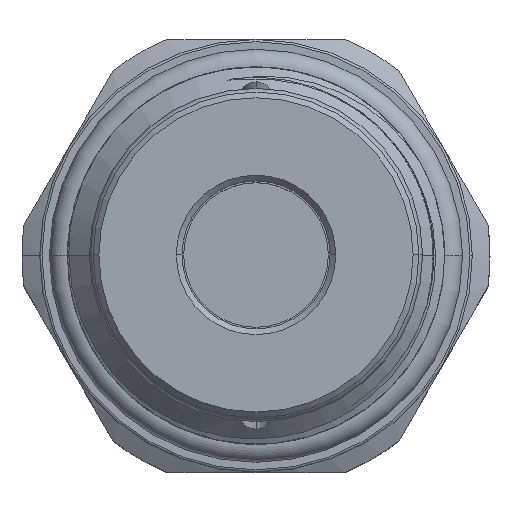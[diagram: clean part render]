
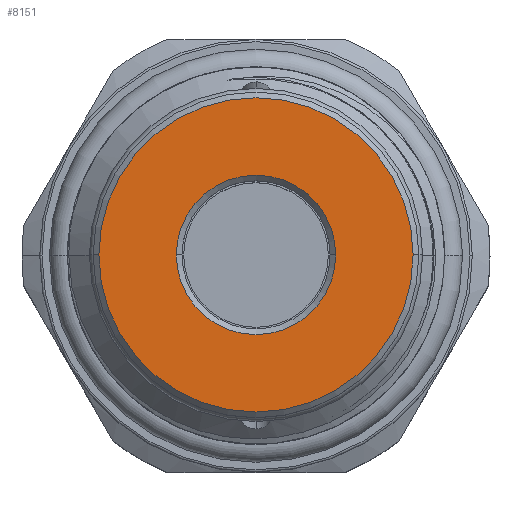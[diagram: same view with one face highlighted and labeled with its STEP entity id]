
A CAD part, top view. The second image highlights one B-rep face of the part: STEP entity #8151.
In plain terms, the highlighted planar face has unit normal (0, 0, 1).
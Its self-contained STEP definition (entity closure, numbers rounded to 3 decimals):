
#767 = FACE_BOUND ( 'NONE', #8629, .T. ) ;
#1294 = VERTEX_POINT ( 'NONE', #3031 ) ;
#2278 = ORIENTED_EDGE ( 'NONE', *, *, #3279, .T. ) ;
#2415 = EDGE_CURVE ( 'NONE', #11133, #13146, #2737, .T. ) ;
#2478 = DIRECTION ( 'NONE',  ( 0., 0., 1. ) ) ;
#2736 = DIRECTION ( 'NONE',  ( 1., 0., 0. ) ) ;
#2737 = CIRCLE ( 'NONE', #13818, 7. ) ;
#2883 = CARTESIAN_POINT ( 'NONE',  ( -7., 0., 0. ) ) ;
#3031 = CARTESIAN_POINT ( 'NONE',  ( 13.8, 0., 0. ) ) ;
#3279 = EDGE_CURVE ( 'NONE', #1294, #7083, #10436, .T. ) ;
#3538 = CARTESIAN_POINT ( 'NONE',  ( 0., 0., 0. ) ) ;
#4543 = AXIS2_PLACEMENT_3D ( 'NONE', #13419, #8949, #7846 ) ;
#4549 = CIRCLE ( 'NONE', #12695, 7. ) ;
#4842 = ORIENTED_EDGE ( 'NONE', *, *, #12964, .T. ) ;
#4985 = AXIS2_PLACEMENT_3D ( 'NONE', #8902, #2478, #7898 ) ;
#5037 = EDGE_CURVE ( 'NONE', #7083, #1294, #5265, .T. ) ;
#5265 = CIRCLE ( 'NONE', #4985, 13.8 ) ;
#5878 = DIRECTION ( 'NONE',  ( 0., 0., 1. ) ) ;
#6584 = ORIENTED_EDGE ( 'NONE', *, *, #2415, .T. ) ;
#6722 = CARTESIAN_POINT ( 'NONE',  ( 7., 0., 0. ) ) ;
#7083 = VERTEX_POINT ( 'NONE', #7937 ) ;
#7846 = DIRECTION ( 'NONE',  ( 1., 0., 0. ) ) ;
#7898 = DIRECTION ( 'NONE',  ( 1., 0., 0. ) ) ;
#7937 = CARTESIAN_POINT ( 'NONE',  ( -13.8, 0., 0. ) ) ;
#8151 = ADVANCED_FACE ( 'NONE', ( #767, #13012 ), #8997, .T. ) ;
#8629 = EDGE_LOOP ( 'NONE', ( #6584, #4842 ) ) ;
#8838 = DIRECTION ( 'NONE',  ( 1., 0., 0. ) ) ;
#8902 = CARTESIAN_POINT ( 'NONE',  ( 0., 0., 0. ) ) ;
#8949 = DIRECTION ( 'NONE',  ( 0., 0., 1. ) ) ;
#8997 = PLANE ( 'NONE',  #4543 ) ;
#10010 = EDGE_LOOP ( 'NONE', ( #13589, #2278 ) ) ;
#10436 = CIRCLE ( 'NONE', #13400, 13.8 ) ;
#11133 = VERTEX_POINT ( 'NONE', #6722 ) ;
#11181 = CARTESIAN_POINT ( 'NONE',  ( 0., 0., 0. ) ) ;
#11233 = DIRECTION ( 'NONE',  ( 1., 0., 0. ) ) ;
#11279 = CARTESIAN_POINT ( 'NONE',  ( 0., 0., 0. ) ) ;
#11383 = DIRECTION ( 'NONE',  ( 0., 0., -1. ) ) ;
#12695 = AXIS2_PLACEMENT_3D ( 'NONE', #11279, #11383, #2736 ) ;
#12964 = EDGE_CURVE ( 'NONE', #13146, #11133, #4549, .T. ) ;
#13012 = FACE_OUTER_BOUND ( 'NONE', #10010, .T. ) ;
#13065 = DIRECTION ( 'NONE',  ( 0., 0., -1. ) ) ;
#13146 = VERTEX_POINT ( 'NONE', #2883 ) ;
#13400 = AXIS2_PLACEMENT_3D ( 'NONE', #11181, #5878, #11233 ) ;
#13419 = CARTESIAN_POINT ( 'NONE',  ( 0., 0., 0. ) ) ;
#13589 = ORIENTED_EDGE ( 'NONE', *, *, #5037, .T. ) ;
#13818 = AXIS2_PLACEMENT_3D ( 'NONE', #3538, #13065, #8838 ) ;
